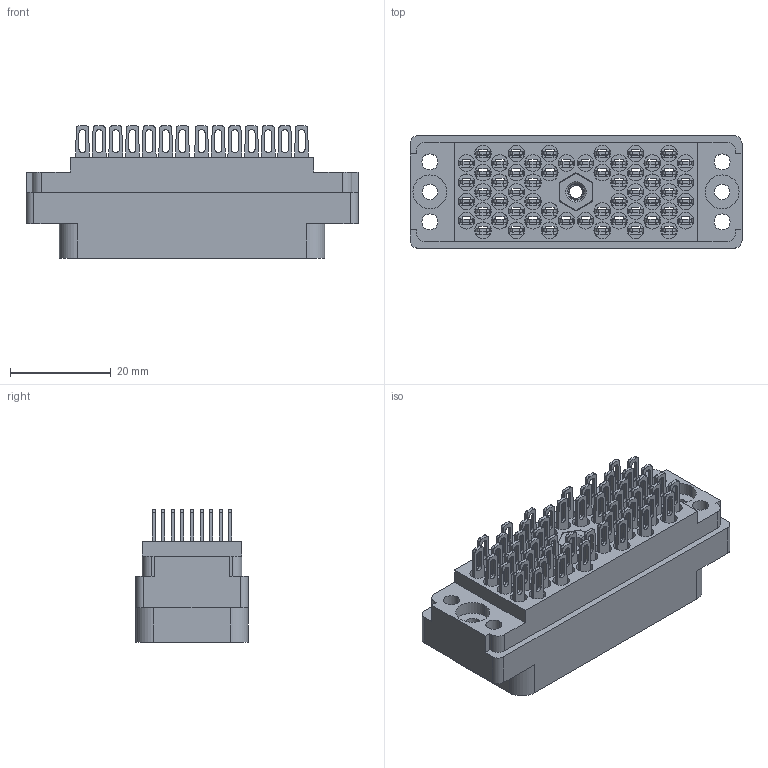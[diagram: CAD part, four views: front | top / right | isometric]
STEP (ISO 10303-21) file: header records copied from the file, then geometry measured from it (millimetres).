
FILE_DESCRIPTION (( 'STEP AP203' ), '1' );
FILE_NAME ('516-056-500-506.STEP', '2020-03-10T06:52:49', ( '' ), ( '' ), 'SwSTEP 2.0', 'SolidWorks 2016', '' );
FILE_SCHEMA (( 'CONFIG_CONTROL_DESIGN' ));
Length unit declared in the file: inch
Products named in the file (4): 516-292-001_500 Contact; 516-252-035-100_516-252-035-100; 516 Plug Insulator_056; 516-056-500-506
Assembly tree (58 placements, depth 2):
  516-056-500-506
    516 Plug Insulator_056
    516-292-001_500 Contact  x56
    516-252-035-100_516-252-035-100
Bounding box: 65.81 x 22.25 x 26.26 mm (x, y, z)
Volume: 13403.6 mm3; surface area: 25792.2 mm2
Topology: 58 solids, 58 shells, 5527 faces, 16054 edges, 10662 vertices
Faces by surface type: plane 3316, cylinder 1857, bspline 342, cone 12
Entity records: 49649 total; most frequent: CARTESIAN_POINT 10725, ORIENTED_EDGE 7908, DIRECTION 7610, EDGE_CURVE 3954, LINE 2922, VECTOR 2922, VERTEX_POINT 2632, AXIS2_PLACEMENT_3D 2344
